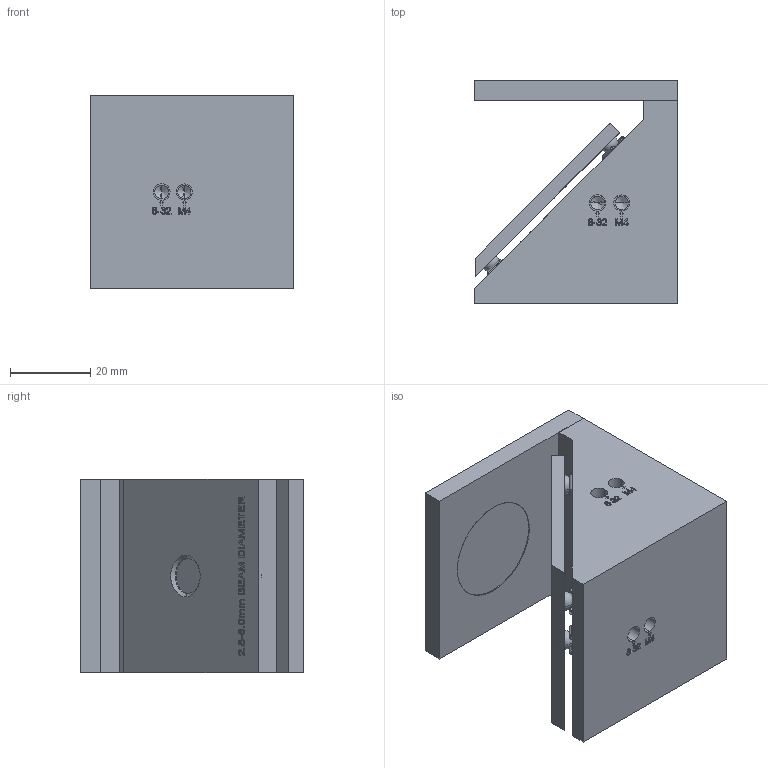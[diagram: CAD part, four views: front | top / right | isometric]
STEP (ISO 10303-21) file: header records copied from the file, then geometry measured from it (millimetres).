
FILE_DESCRIPTION (( 'STEP AP203' ), '1' );
FILE_NAME ('16649-E0W.STEP', '2019-01-21T21:19:48', ( '' ), ( '' ), 'SwSTEP 2.0', 'SolidWorks 2018', '' );
FILE_SCHEMA (( 'CONFIG_CONTROL_DESIGN' ));
Products named in the file (1): 16649-E0W
Bounding box: 50.8 x 55.88 x 48.26 mm (x, y, z)
Volume: 74153.1 mm3; surface area: 27197.7 mm2
Topology: 19 solids, 19 shells, 1145 faces, 2970 edges, 1965 vertices
Faces by surface type: plane 554, bspline 210, cylinder 193, cone 166, torus 16, sphere 6
Entity records: 47885 total; most frequent: CARTESIAN_POINT 21313, ORIENTED_EDGE 5884, DIRECTION 4657, EDGE_CURVE 2942, VERTEX_POINT 1959, VECTOR 1835, LINE 1835, AXIS2_PLACEMENT_3D 1411
